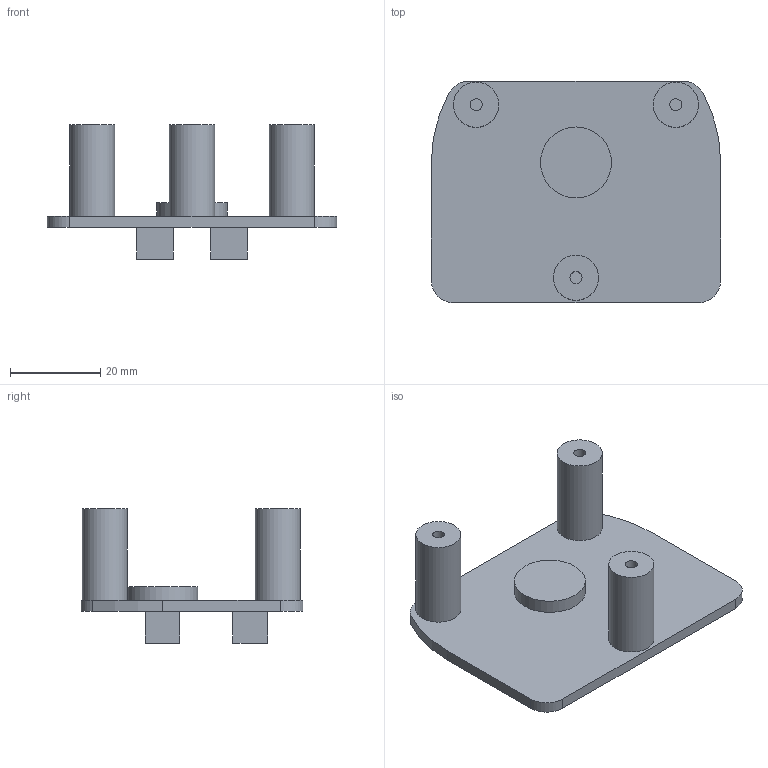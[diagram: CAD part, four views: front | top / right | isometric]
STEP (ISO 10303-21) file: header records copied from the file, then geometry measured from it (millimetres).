
FILE_DESCRIPTION(('FreeCAD Model'),'2;1');
FILE_NAME('Frame.step', '2020-08-11T20:06:24',(''),(''),'Open CASCADE STEP processor 7.3', 'FreeCAD','Unknown');
FILE_SCHEMA(('CONFIG_CONTROL_DESIGN','SHAPE_APPEARANCE_LAYER_MIM'));
Length unit declared in the file: millimetre
Products named in the file (1): Frame
Bounding box: 64 x 49.05 x 29.7 mm (x, y, z)
Volume: 14419.3 mm3; surface area: 10055.4 mm2
Topology: 1 solids, 1 shells, 54 faces, 111 edges, 74 vertices
Faces by surface type: plane 37, cylinder 17
Full cylindrical faces by diameter (mm): 2.66 x7, 10 x3, 15.7 x1
Entity records: 1480 total; most frequent: DIRECTION 255, CARTESIAN_POINT 240, ORIENTED_EDGE 222, EDGE_CURVE 111, AXIS2_PLACEMENT_3D 89, LINE 77, VECTOR 77, VERTEX_POINT 74
